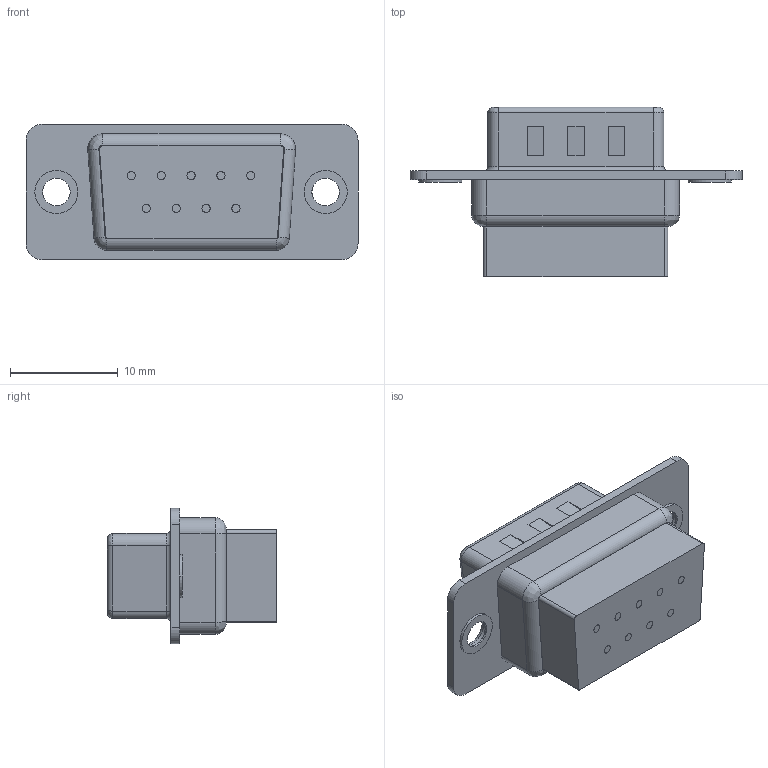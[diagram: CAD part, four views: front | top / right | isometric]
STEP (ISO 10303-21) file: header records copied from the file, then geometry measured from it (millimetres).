
FILE_DESCRIPTION( ('This file contains a STEP AP42 implementation' ,'as created by ZW3D STEP Interface translator.') ,'2;1' );
FILE_NAME( '6221-XXMN00X01.stp' ,'2311 9.162814', (''), ('ZWCAD Software Co.'), 'Version 1.0', 'ZW3D to STEP translator', '' );
FILE_SCHEMA(('AUTOMOTIVE_DESIGN { 1 0 10303 214 1 1 1 1 }'));
Length unit declared in the file: millimetre
Products named in the file (5): 0; 6210_xxfns004; 6210_xxfns_14; t6_4; 01_5
Assembly tree (12 placements, depth 2):
  0
  6210_xxfns004
    6210_xxfns_14
    t6_4  x9
    01_5  x2
Bounding box: 30.81 x 15.7 x 12.55 mm (x, y, z)
Volume: 1937.5 mm3; surface area: 2880.7 mm2
Topology: 12 solids, 27 shells, 264 faces, 524 edges, 330 vertices
Faces by surface type: plane 130, cylinder 96, bspline 26, torus 12
Entity records: 6120 total; most frequent: CARTESIAN_POINT 1184, DIRECTION 1028, ORIENTED_EDGE 856, EDGE_CURVE 428, AXIS2_PLACEMENT_3D 388, VERTEX_POINT 272, VECTOR 252, LINE 252
